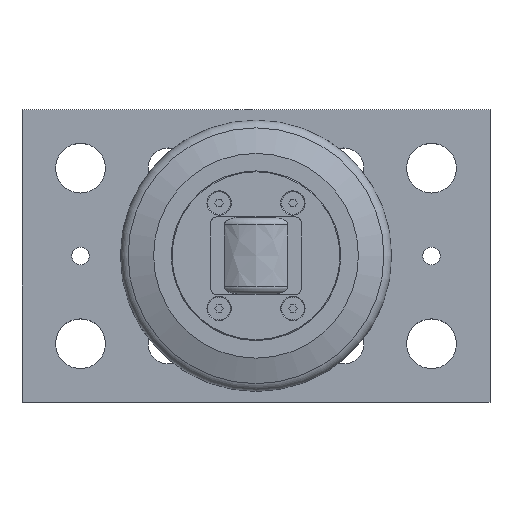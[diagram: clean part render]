
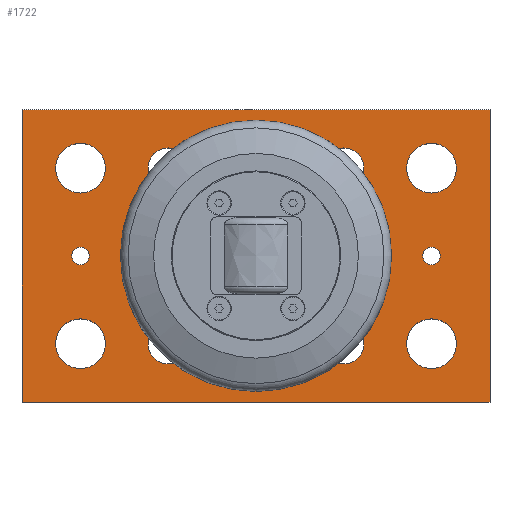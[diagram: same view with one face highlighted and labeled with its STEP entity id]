
A CAD part, top view. The second image highlights one B-rep face of the part: STEP entity #1722.
In plain terms, the highlighted planar face has unit normal (0, 0, 1).
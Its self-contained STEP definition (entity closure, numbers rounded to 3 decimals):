
#94=FACE_BOUND('',#408,.T.);
#95=FACE_BOUND('',#409,.T.);
#96=FACE_BOUND('',#410,.T.);
#97=FACE_BOUND('',#411,.T.);
#98=FACE_BOUND('',#412,.T.);
#99=FACE_BOUND('',#413,.T.);
#100=FACE_BOUND('',#414,.T.);
#101=FACE_BOUND('',#415,.T.);
#102=FACE_BOUND('',#416,.T.);
#103=FACE_BOUND('',#417,.T.);
#104=FACE_BOUND('',#418,.T.);
#168=CIRCLE('',#1879,29.);
#175=CIRCLE('',#1890,6.918);
#176=CIRCLE('',#1891,6.918);
#178=CIRCLE('',#1894,6.918);
#179=CIRCLE('',#1895,6.918);
#181=CIRCLE('',#1898,6.918);
#182=CIRCLE('',#1899,6.918);
#184=CIRCLE('',#1902,6.918);
#185=CIRCLE('',#1903,6.918);
#187=CIRCLE('',#1906,8.5);
#189=CIRCLE('',#1909,8.5);
#191=CIRCLE('',#1912,8.5);
#193=CIRCLE('',#1915,8.5);
#195=CIRCLE('',#1918,3.);
#197=CIRCLE('',#1921,3.);
#290=FACE_OUTER_BOUND('',#407,.T.);
#407=EDGE_LOOP('',(#1556,#1557,#1558,#1559));
#408=EDGE_LOOP('',(#1560));
#409=EDGE_LOOP('',(#1561,#1562));
#410=EDGE_LOOP('',(#1563,#1564));
#411=EDGE_LOOP('',(#1565,#1566));
#412=EDGE_LOOP('',(#1567,#1568));
#413=EDGE_LOOP('',(#1569));
#414=EDGE_LOOP('',(#1570));
#415=EDGE_LOOP('',(#1571));
#416=EDGE_LOOP('',(#1572));
#417=EDGE_LOOP('',(#1573));
#418=EDGE_LOOP('',(#1574));
#540=LINE('',#3054,#673);
#544=LINE('',#3062,#677);
#547=LINE('',#3068,#680);
#550=LINE('',#3073,#683);
#673=VECTOR('',#2413,10.);
#677=VECTOR('',#2419,10.);
#680=VECTOR('',#2424,10.);
#683=VECTOR('',#2429,10.);
#814=VERTEX_POINT('',#2963);
#821=VERTEX_POINT('',#2984);
#822=VERTEX_POINT('',#2985);
#824=VERTEX_POINT('',#2992);
#825=VERTEX_POINT('',#2993);
#827=VERTEX_POINT('',#3000);
#828=VERTEX_POINT('',#3001);
#830=VERTEX_POINT('',#3008);
#831=VERTEX_POINT('',#3009);
#833=VERTEX_POINT('',#3016);
#835=VERTEX_POINT('',#3022);
#837=VERTEX_POINT('',#3028);
#839=VERTEX_POINT('',#3034);
#841=VERTEX_POINT('',#3040);
#843=VERTEX_POINT('',#3046);
#845=VERTEX_POINT('',#3052);
#846=VERTEX_POINT('',#3053);
#849=VERTEX_POINT('',#3061);
#851=VERTEX_POINT('',#3067);
#1039=EDGE_CURVE('',#814,#814,#168,.T.);
#1048=EDGE_CURVE('',#821,#822,#175,.T.);
#1049=EDGE_CURVE('',#822,#821,#176,.T.);
#1052=EDGE_CURVE('',#824,#825,#178,.T.);
#1053=EDGE_CURVE('',#825,#824,#179,.T.);
#1056=EDGE_CURVE('',#827,#828,#181,.T.);
#1057=EDGE_CURVE('',#828,#827,#182,.T.);
#1060=EDGE_CURVE('',#830,#831,#184,.T.);
#1061=EDGE_CURVE('',#831,#830,#185,.T.);
#1064=EDGE_CURVE('',#833,#833,#187,.T.);
#1067=EDGE_CURVE('',#835,#835,#189,.T.);
#1070=EDGE_CURVE('',#837,#837,#191,.T.);
#1073=EDGE_CURVE('',#839,#839,#193,.T.);
#1076=EDGE_CURVE('',#841,#841,#195,.T.);
#1079=EDGE_CURVE('',#843,#843,#197,.T.);
#1082=EDGE_CURVE('',#845,#846,#540,.T.);
#1086=EDGE_CURVE('',#846,#849,#544,.T.);
#1089=EDGE_CURVE('',#849,#851,#547,.T.);
#1092=EDGE_CURVE('',#851,#845,#550,.T.);
#1556=ORIENTED_EDGE('',*,*,#1082,.F.);
#1557=ORIENTED_EDGE('',*,*,#1092,.F.);
#1558=ORIENTED_EDGE('',*,*,#1089,.F.);
#1559=ORIENTED_EDGE('',*,*,#1086,.F.);
#1560=ORIENTED_EDGE('',*,*,#1039,.T.);
#1561=ORIENTED_EDGE('',*,*,#1048,.T.);
#1562=ORIENTED_EDGE('',*,*,#1049,.T.);
#1563=ORIENTED_EDGE('',*,*,#1052,.T.);
#1564=ORIENTED_EDGE('',*,*,#1053,.T.);
#1565=ORIENTED_EDGE('',*,*,#1056,.T.);
#1566=ORIENTED_EDGE('',*,*,#1057,.T.);
#1567=ORIENTED_EDGE('',*,*,#1060,.T.);
#1568=ORIENTED_EDGE('',*,*,#1061,.T.);
#1569=ORIENTED_EDGE('',*,*,#1064,.T.);
#1570=ORIENTED_EDGE('',*,*,#1067,.T.);
#1571=ORIENTED_EDGE('',*,*,#1070,.T.);
#1572=ORIENTED_EDGE('',*,*,#1073,.T.);
#1573=ORIENTED_EDGE('',*,*,#1076,.T.);
#1574=ORIENTED_EDGE('',*,*,#1079,.T.);
#1631=PLANE('',#1929);
#1722=ADVANCED_FACE('',(#290,#94,#95,#96,#97,#98,#99,#100,#101,#102,#103,
#104),#1631,.T.);
#1879=AXIS2_PLACEMENT_3D('',#2965,#2311,#2312);
#1890=AXIS2_PLACEMENT_3D('',#2986,#2335,#2336);
#1891=AXIS2_PLACEMENT_3D('',#2987,#2337,#2338);
#1894=AXIS2_PLACEMENT_3D('',#2994,#2344,#2345);
#1895=AXIS2_PLACEMENT_3D('',#2995,#2346,#2347);
#1898=AXIS2_PLACEMENT_3D('',#3002,#2353,#2354);
#1899=AXIS2_PLACEMENT_3D('',#3003,#2355,#2356);
#1902=AXIS2_PLACEMENT_3D('',#3010,#2362,#2363);
#1903=AXIS2_PLACEMENT_3D('',#3011,#2364,#2365);
#1906=AXIS2_PLACEMENT_3D('',#3017,#2371,#2372);
#1909=AXIS2_PLACEMENT_3D('',#3023,#2378,#2379);
#1912=AXIS2_PLACEMENT_3D('',#3029,#2385,#2386);
#1915=AXIS2_PLACEMENT_3D('',#3035,#2392,#2393);
#1918=AXIS2_PLACEMENT_3D('',#3041,#2399,#2400);
#1921=AXIS2_PLACEMENT_3D('',#3047,#2406,#2407);
#1929=AXIS2_PLACEMENT_3D('',#3078,#2435,#2436);
#2311=DIRECTION('center_axis',(0.,0.,-1.));
#2312=DIRECTION('ref_axis',(0.,-1.,0.));
#2335=DIRECTION('center_axis',(0.,0.,-1.));
#2336=DIRECTION('ref_axis',(1.,0.,0.));
#2337=DIRECTION('center_axis',(0.,0.,-1.));
#2338=DIRECTION('ref_axis',(1.,0.,0.));
#2344=DIRECTION('center_axis',(0.,0.,-1.));
#2345=DIRECTION('ref_axis',(1.,0.,0.));
#2346=DIRECTION('center_axis',(0.,0.,-1.));
#2347=DIRECTION('ref_axis',(1.,0.,0.));
#2353=DIRECTION('center_axis',(0.,0.,-1.));
#2354=DIRECTION('ref_axis',(1.,0.,0.));
#2355=DIRECTION('center_axis',(0.,0.,-1.));
#2356=DIRECTION('ref_axis',(1.,0.,0.));
#2362=DIRECTION('center_axis',(0.,0.,-1.));
#2363=DIRECTION('ref_axis',(1.,0.,0.));
#2364=DIRECTION('center_axis',(0.,0.,-1.));
#2365=DIRECTION('ref_axis',(1.,0.,0.));
#2371=DIRECTION('center_axis',(0.,0.,-1.));
#2372=DIRECTION('ref_axis',(-1.,0.,0.));
#2378=DIRECTION('center_axis',(0.,0.,-1.));
#2379=DIRECTION('ref_axis',(-1.,0.,0.));
#2385=DIRECTION('center_axis',(0.,0.,-1.));
#2386=DIRECTION('ref_axis',(-1.,0.,0.));
#2392=DIRECTION('center_axis',(0.,0.,-1.));
#2393=DIRECTION('ref_axis',(-1.,0.,0.));
#2399=DIRECTION('center_axis',(0.,0.,-1.));
#2400=DIRECTION('ref_axis',(-1.,0.,0.));
#2406=DIRECTION('center_axis',(0.,0.,-1.));
#2407=DIRECTION('ref_axis',(-1.,0.,0.));
#2413=DIRECTION('',(0.,1.,0.));
#2419=DIRECTION('',(1.,0.,0.));
#2424=DIRECTION('',(0.,-1.,0.));
#2429=DIRECTION('',(-1.,0.,0.));
#2435=DIRECTION('center_axis',(0.,0.,1.));
#2436=DIRECTION('ref_axis',(1.,0.,0.));
#2963=CARTESIAN_POINT('',(80.,79.,20.));
#2965=CARTESIAN_POINT('Origin',(80.,50.,20.));
#2984=CARTESIAN_POINT('',(56.918,20.,20.));
#2985=CARTESIAN_POINT('',(43.083,20.,20.));
#2986=CARTESIAN_POINT('Origin',(50.,20.,20.));
#2987=CARTESIAN_POINT('Origin',(50.,20.,20.));
#2992=CARTESIAN_POINT('',(116.918,20.,20.));
#2993=CARTESIAN_POINT('',(103.083,20.,20.));
#2994=CARTESIAN_POINT('Origin',(110.,20.,20.));
#2995=CARTESIAN_POINT('Origin',(110.,20.,20.));
#3000=CARTESIAN_POINT('',(116.918,80.,20.));
#3001=CARTESIAN_POINT('',(103.083,80.,20.));
#3002=CARTESIAN_POINT('Origin',(110.,80.,20.));
#3003=CARTESIAN_POINT('Origin',(110.,80.,20.));
#3008=CARTESIAN_POINT('',(56.918,80.,20.));
#3009=CARTESIAN_POINT('',(43.083,80.,20.));
#3010=CARTESIAN_POINT('Origin',(50.,80.,20.));
#3011=CARTESIAN_POINT('Origin',(50.,80.,20.));
#3016=CARTESIAN_POINT('',(28.5,20.,20.));
#3017=CARTESIAN_POINT('Origin',(20.,20.,20.));
#3022=CARTESIAN_POINT('',(148.5,20.,20.));
#3023=CARTESIAN_POINT('Origin',(140.,20.,20.));
#3028=CARTESIAN_POINT('',(28.5,80.,20.));
#3029=CARTESIAN_POINT('Origin',(20.,80.,20.));
#3034=CARTESIAN_POINT('',(148.5,80.,20.));
#3035=CARTESIAN_POINT('Origin',(140.,80.,20.));
#3040=CARTESIAN_POINT('',(23.,50.,20.));
#3041=CARTESIAN_POINT('Origin',(20.,50.,20.));
#3046=CARTESIAN_POINT('',(143.,50.,20.));
#3047=CARTESIAN_POINT('Origin',(140.,50.,20.));
#3052=CARTESIAN_POINT('',(0.,0.,20.));
#3053=CARTESIAN_POINT('',(0.,100.,20.));
#3054=CARTESIAN_POINT('',(0.,100.,20.));
#3061=CARTESIAN_POINT('',(160.,100.,20.));
#3062=CARTESIAN_POINT('',(160.,100.,20.));
#3067=CARTESIAN_POINT('',(160.,0.,20.));
#3068=CARTESIAN_POINT('',(160.,0.,20.));
#3073=CARTESIAN_POINT('',(0.,0.,20.));
#3078=CARTESIAN_POINT('Origin',(80.,50.,20.));
